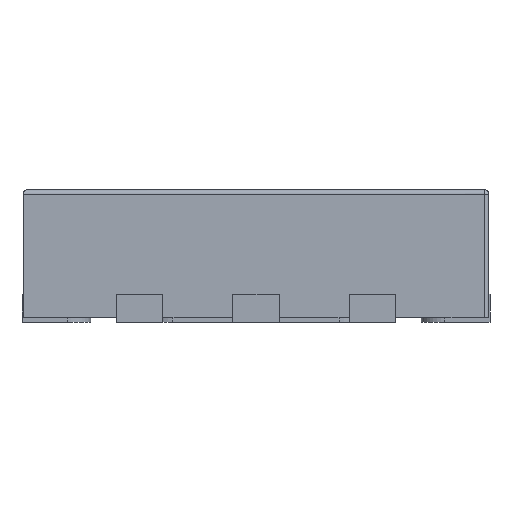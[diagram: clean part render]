
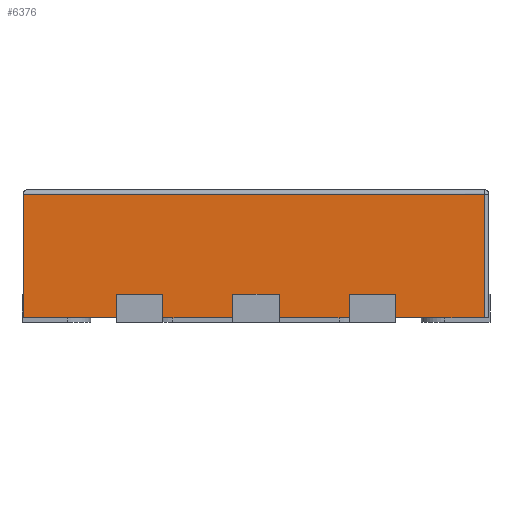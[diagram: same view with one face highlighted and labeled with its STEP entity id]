
A CAD part, left-side view. The second image highlights one B-rep face of the part: STEP entity #6376.
In plain terms, the highlighted planar face has unit normal (-1, 0, 0).
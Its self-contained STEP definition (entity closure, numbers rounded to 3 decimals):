
#13 = DIRECTION ( 'NONE',  ( 0., 0., -1. ) ) ;
#110 = CARTESIAN_POINT ( 'NONE',  ( -1., 0.6, 0.55 ) ) ;
#155 = EDGE_LOOP ( 'NONE', ( #759, #2159, #5815, #608, #3941, #4772, #6623, #6298, #4368, #4808, #3615, #2509, #6573, #7057, #2852, #3165 ) ) ;
#228 = EDGE_CURVE ( 'NONE', #4436, #5670, #816, .T. ) ;
#250 = EDGE_CURVE ( 'NONE', #5312, #2349, #5671, .T. ) ;
#259 = DIRECTION ( 'NONE',  ( 0., -1., 0. ) ) ;
#262 = CARTESIAN_POINT ( 'NONE',  ( -1., 0.4, 0.1 ) ) ;
#313 = VERTEX_POINT ( 'NONE', #4557 ) ;
#454 = AXIS2_PLACEMENT_3D ( 'NONE', #4742, #2258, #7097 ) ;
#608 = ORIENTED_EDGE ( 'NONE', *, *, #2792, .T. ) ;
#759 = ORIENTED_EDGE ( 'NONE', *, *, #2586, .T. ) ;
#813 = VECTOR ( 'NONE', #7085, 1000. ) ;
#816 = LINE ( 'NONE', #1330, #6813 ) ;
#1087 = CARTESIAN_POINT ( 'NONE',  ( -1., -0.4, 0.1 ) ) ;
#1094 = EDGE_CURVE ( 'NONE', #5432, #5310, #2690, .T. ) ;
#1133 = LINE ( 'NONE', #4718, #3061 ) ;
#1297 = CARTESIAN_POINT ( 'NONE',  ( -1., -1., 0. ) ) ;
#1330 = CARTESIAN_POINT ( 'NONE',  ( -1., -1., 0. ) ) ;
#1430 = VERTEX_POINT ( 'NONE', #5249 ) ;
#1480 = LINE ( 'NONE', #5710, #3303 ) ;
#1636 = EDGE_CURVE ( 'NONE', #1778, #4590, #6566, .T. ) ;
#1674 = EDGE_CURVE ( 'NONE', #2349, #1778, #5932, .T. ) ;
#1778 = VERTEX_POINT ( 'NONE', #2788 ) ;
#1821 = DIRECTION ( 'NONE',  ( 0., 0., -1. ) ) ;
#1960 = EDGE_CURVE ( 'NONE', #4838, #5957, #4798, .T. ) ;
#1972 = LINE ( 'NONE', #4376, #2084 ) ;
#2011 = VECTOR ( 'NONE', #2667, 1000. ) ;
#2084 = VECTOR ( 'NONE', #4859, 1000. ) ;
#2157 = CARTESIAN_POINT ( 'NONE',  ( -1., -0.98, 0. ) ) ;
#2159 = ORIENTED_EDGE ( 'NONE', *, *, #6817, .T. ) ;
#2195 = VECTOR ( 'NONE', #6150, 1000. ) ;
#2258 = DIRECTION ( 'NONE',  ( -1., 0., 0. ) ) ;
#2271 = EDGE_CURVE ( 'NONE', #3376, #4692, #5269, .T. ) ;
#2332 = FACE_OUTER_BOUND ( 'NONE', #155, .T. ) ;
#2349 = VERTEX_POINT ( 'NONE', #2384 ) ;
#2384 = CARTESIAN_POINT ( 'NONE',  ( -1., -0.6, 0.1 ) ) ;
#2407 = CARTESIAN_POINT ( 'NONE',  ( -1., 0.1, 0.1 ) ) ;
#2509 = ORIENTED_EDGE ( 'NONE', *, *, #1094, .F. ) ;
#2586 = EDGE_CURVE ( 'NONE', #5957, #7025, #1480, .T. ) ;
#2667 = DIRECTION ( 'NONE',  ( 0., -1., 0. ) ) ;
#2690 = LINE ( 'NONE', #5095, #7716 ) ;
#2788 = CARTESIAN_POINT ( 'NONE',  ( -1., -0.6, 0. ) ) ;
#2792 = EDGE_CURVE ( 'NONE', #3753, #1430, #1133, .T. ) ;
#2841 = CARTESIAN_POINT ( 'NONE',  ( -1., -0.4, 0.55 ) ) ;
#2852 = ORIENTED_EDGE ( 'NONE', *, *, #5995, .T. ) ;
#2969 = EDGE_CURVE ( 'NONE', #313, #3753, #3210, .T. ) ;
#3027 = DIRECTION ( 'NONE',  ( 0., -1., 0. ) ) ;
#3033 = VECTOR ( 'NONE', #6684, 1000. ) ;
#3061 = VECTOR ( 'NONE', #5314, 1000. ) ;
#3114 = LINE ( 'NONE', #1297, #4093 ) ;
#3162 = CARTESIAN_POINT ( 'NONE',  ( -1., 1., 0.53 ) ) ;
#3165 = ORIENTED_EDGE ( 'NONE', *, *, #1960, .T. ) ;
#3173 = DIRECTION ( 'NONE',  ( 0., 0., 1. ) ) ;
#3210 = LINE ( 'NONE', #7376, #3568 ) ;
#3303 = VECTOR ( 'NONE', #3885, 1000. ) ;
#3376 = VERTEX_POINT ( 'NONE', #4660 ) ;
#3568 = VECTOR ( 'NONE', #3173, 1000. ) ;
#3615 = ORIENTED_EDGE ( 'NONE', *, *, #5492, .T. ) ;
#3753 = VERTEX_POINT ( 'NONE', #2407 ) ;
#3885 = DIRECTION ( 'NONE',  ( 0., 0., -1. ) ) ;
#3941 = ORIENTED_EDGE ( 'NONE', *, *, #6340, .T. ) ;
#4048 = CARTESIAN_POINT ( 'NONE',  ( -1., 0.4, 0. ) ) ;
#4093 = VECTOR ( 'NONE', #7389, 1000. ) ;
#4116 = CARTESIAN_POINT ( 'NONE',  ( -1., -1., 0. ) ) ;
#4156 = DIRECTION ( 'NONE',  ( 0., -1., 0. ) ) ;
#4349 = LINE ( 'NONE', #110, #2195 ) ;
#4368 = ORIENTED_EDGE ( 'NONE', *, *, #1674, .T. ) ;
#4376 = CARTESIAN_POINT ( 'NONE',  ( -1., -0.98, 0.55 ) ) ;
#4436 = VERTEX_POINT ( 'NONE', #7087 ) ;
#4480 = CARTESIAN_POINT ( 'NONE',  ( -1., -1., 0.1 ) ) ;
#4557 = CARTESIAN_POINT ( 'NONE',  ( -1., 0.1, 0. ) ) ;
#4590 = VERTEX_POINT ( 'NONE', #2157 ) ;
#4660 = CARTESIAN_POINT ( 'NONE',  ( -1., -0.1, 0. ) ) ;
#4678 = CARTESIAN_POINT ( 'NONE',  ( -1., 1., 0.55 ) ) ;
#4692 = VERTEX_POINT ( 'NONE', #5805 ) ;
#4718 = CARTESIAN_POINT ( 'NONE',  ( -1., -1., 0.1 ) ) ;
#4742 = CARTESIAN_POINT ( 'NONE',  ( -1., -1., 0.55 ) ) ;
#4772 = ORIENTED_EDGE ( 'NONE', *, *, #2271, .T. ) ;
#4798 = LINE ( 'NONE', #6005, #7466 ) ;
#4808 = ORIENTED_EDGE ( 'NONE', *, *, #1636, .T. ) ;
#4838 = VERTEX_POINT ( 'NONE', #4873 ) ;
#4859 = DIRECTION ( 'NONE',  ( 0., 0., 1. ) ) ;
#4873 = CARTESIAN_POINT ( 'NONE',  ( -1., 0.6, 0.1 ) ) ;
#5095 = CARTESIAN_POINT ( 'NONE',  ( -1., -1., 0.53 ) ) ;
#5249 = CARTESIAN_POINT ( 'NONE',  ( -1., -0.1, 0.1 ) ) ;
#5260 = LINE ( 'NONE', #7249, #7386 ) ;
#5269 = LINE ( 'NONE', #4116, #5580 ) ;
#5310 = VERTEX_POINT ( 'NONE', #7176 ) ;
#5312 = VERTEX_POINT ( 'NONE', #1087 ) ;
#5314 = DIRECTION ( 'NONE',  ( 0., -1., 0. ) ) ;
#5322 = CARTESIAN_POINT ( 'NONE',  ( -1., -1., 0. ) ) ;
#5405 = CARTESIAN_POINT ( 'NONE',  ( -1., -0.6, 0.55 ) ) ;
#5432 = VERTEX_POINT ( 'NONE', #3162 ) ;
#5448 = CARTESIAN_POINT ( 'NONE',  ( -1., 0.6, 0. ) ) ;
#5492 = EDGE_CURVE ( 'NONE', #4590, #5310, #1972, .T. ) ;
#5580 = VECTOR ( 'NONE', #4156, 1000. ) ;
#5670 = VERTEX_POINT ( 'NONE', #5448 ) ;
#5671 = LINE ( 'NONE', #4480, #2011 ) ;
#5710 = CARTESIAN_POINT ( 'NONE',  ( -1., 0.4, 0.55 ) ) ;
#5745 = VECTOR ( 'NONE', #6437, 1000. ) ;
#5805 = CARTESIAN_POINT ( 'NONE',  ( -1., -0.4, 0. ) ) ;
#5815 = ORIENTED_EDGE ( 'NONE', *, *, #2969, .T. ) ;
#5932 = LINE ( 'NONE', #5405, #6831 ) ;
#5957 = VERTEX_POINT ( 'NONE', #262 ) ;
#5995 = EDGE_CURVE ( 'NONE', #5670, #4838, #4349, .T. ) ;
#6005 = CARTESIAN_POINT ( 'NONE',  ( -1., -1., 0.1 ) ) ;
#6150 = DIRECTION ( 'NONE',  ( 0., 0., 1. ) ) ;
#6298 = ORIENTED_EDGE ( 'NONE', *, *, #250, .T. ) ;
#6340 = EDGE_CURVE ( 'NONE', #1430, #3376, #5260, .T. ) ;
#6376 = ADVANCED_FACE ( 'NONE', ( #2332 ), #7687, .T. ) ;
#6437 = DIRECTION ( 'NONE',  ( 0., 0., 1. ) ) ;
#6486 = LINE ( 'NONE', #2841, #813 ) ;
#6566 = LINE ( 'NONE', #5322, #3033 ) ;
#6573 = ORIENTED_EDGE ( 'NONE', *, *, #7099, .F. ) ;
#6623 = ORIENTED_EDGE ( 'NONE', *, *, #6744, .T. ) ;
#6684 = DIRECTION ( 'NONE',  ( 0., -1., 0. ) ) ;
#6744 = EDGE_CURVE ( 'NONE', #4692, #5312, #6486, .T. ) ;
#6788 = DIRECTION ( 'NONE',  ( 0., -1., 0. ) ) ;
#6813 = VECTOR ( 'NONE', #6788, 1000. ) ;
#6817 = EDGE_CURVE ( 'NONE', #7025, #313, #3114, .T. ) ;
#6831 = VECTOR ( 'NONE', #13, 1000. ) ;
#7025 = VERTEX_POINT ( 'NONE', #4048 ) ;
#7057 = ORIENTED_EDGE ( 'NONE', *, *, #228, .T. ) ;
#7085 = DIRECTION ( 'NONE',  ( 0., 0., 1. ) ) ;
#7087 = CARTESIAN_POINT ( 'NONE',  ( -1., 1., 0. ) ) ;
#7097 = DIRECTION ( 'NONE',  ( 0., -1., 0. ) ) ;
#7099 = EDGE_CURVE ( 'NONE', #4436, #5432, #7786, .T. ) ;
#7176 = CARTESIAN_POINT ( 'NONE',  ( -1., -0.98, 0.53 ) ) ;
#7249 = CARTESIAN_POINT ( 'NONE',  ( -1., -0.1, 0.55 ) ) ;
#7376 = CARTESIAN_POINT ( 'NONE',  ( -1., 0.1, 0.55 ) ) ;
#7386 = VECTOR ( 'NONE', #1821, 1000. ) ;
#7389 = DIRECTION ( 'NONE',  ( 0., -1., 0. ) ) ;
#7466 = VECTOR ( 'NONE', #3027, 1000. ) ;
#7687 = PLANE ( 'NONE',  #454 ) ;
#7716 = VECTOR ( 'NONE', #259, 1000. ) ;
#7786 = LINE ( 'NONE', #4678, #5745 ) ;
